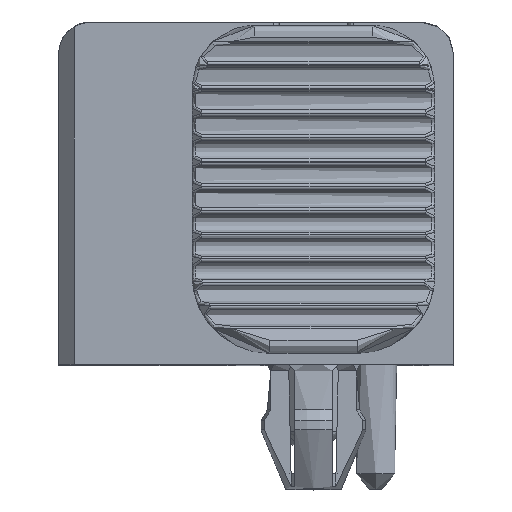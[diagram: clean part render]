
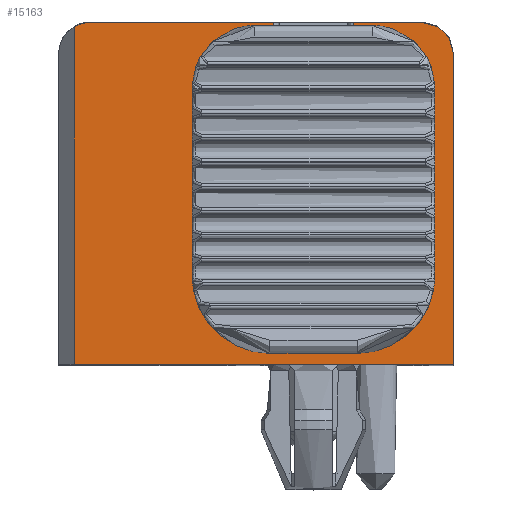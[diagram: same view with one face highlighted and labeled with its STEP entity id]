
A CAD part, top view. The second image highlights one B-rep face of the part: STEP entity #15163.
In plain terms, the highlighted planar face has unit normal (0, 0, 1).
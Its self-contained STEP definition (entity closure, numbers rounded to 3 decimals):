
#1096=CIRCLE('',#16136,1.);
#1099=CIRCLE('',#16142,1.);
#1136=CIRCLE('',#16243,2.);
#1137=CIRCLE('',#16244,2.);
#1940=FACE_OUTER_BOUND('',#2807,.T.);
#2807=EDGE_LOOP('',(#11023,#11024,#11025,#11026,#11027,#11028,#11029,#11030,
#11031,#11032,#11033,#11034,#11035,#11036,#11037,#11038,#11039,#11040,#11041,
#11042,#11043,#11044,#11045,#11046));
#3522=LINE('',#21508,#4759);
#3533=LINE('',#21545,#4770);
#3586=LINE('',#21661,#4823);
#3641=LINE('',#21830,#4878);
#3800=LINE('',#22823,#5037);
#3801=LINE('',#22829,#5038);
#3832=LINE('',#22973,#5069);
#3833=LINE('',#22975,#5070);
#3918=LINE('',#23280,#5155);
#3930=LINE('',#23301,#5167);
#3931=LINE('',#23303,#5168);
#3932=LINE('',#23305,#5169);
#3933=LINE('',#23308,#5170);
#3934=LINE('',#23309,#5171);
#3935=LINE('',#23310,#5172);
#3936=LINE('',#23312,#5173);
#3937=LINE('',#23316,#5174);
#3938=LINE('',#23317,#5175);
#3939=LINE('',#23319,#5176);
#3940=LINE('',#23320,#5177);
#4759=VECTOR('',#17381,1000.);
#4770=VECTOR('',#17408,1000.);
#4823=VECTOR('',#17493,1000.);
#4878=VECTOR('',#17648,1000.);
#5037=VECTOR('',#18145,1000.);
#5038=VECTOR('',#18152,1000.);
#5069=VECTOR('',#18263,1000.);
#5070=VECTOR('',#18266,1000.);
#5155=VECTOR('',#18513,1000.);
#5167=VECTOR('',#18537,10.);
#5168=VECTOR('',#18538,10.);
#5169=VECTOR('',#18539,10.);
#5170=VECTOR('',#18542,10.);
#5171=VECTOR('',#18543,1000.);
#5172=VECTOR('',#18544,1000.);
#5173=VECTOR('',#18545,10.);
#5174=VECTOR('',#18548,10.);
#5175=VECTOR('',#18549,10.);
#5176=VECTOR('',#18550,10.);
#5177=VECTOR('',#18551,10.);
#6006=VERTEX_POINT('',#21485);
#6016=VERTEX_POINT('',#21505);
#6017=VERTEX_POINT('',#21507);
#6035=VERTEX_POINT('',#21543);
#6080=VERTEX_POINT('',#21657);
#6082=VERTEX_POINT('',#21660);
#6145=VERTEX_POINT('',#21827);
#6373=VERTEX_POINT('',#22821);
#6374=VERTEX_POINT('',#22825);
#6375=VERTEX_POINT('',#22827);
#6386=VERTEX_POINT('',#22911);
#6387=VERTEX_POINT('',#22913);
#6393=VERTEX_POINT('',#22927);
#6394=VERTEX_POINT('',#22929);
#6482=VERTEX_POINT('',#23277);
#6483=VERTEX_POINT('',#23279);
#6486=VERTEX_POINT('',#23300);
#6487=VERTEX_POINT('',#23302);
#6488=VERTEX_POINT('',#23304);
#6489=VERTEX_POINT('',#23306);
#6490=VERTEX_POINT('',#23311);
#6491=VERTEX_POINT('',#23313);
#6492=VERTEX_POINT('',#23315);
#6493=VERTEX_POINT('',#23318);
#7540=EDGE_CURVE('',#6017,#6016,#3522,.T.);
#7559=EDGE_CURVE('',#6006,#6035,#3533,.T.);
#7614=EDGE_CURVE('',#6080,#6082,#3586,.F.);
#7695=EDGE_CURVE('',#6145,#6035,#3641,.F.);
#8024=EDGE_CURVE('',#6017,#6373,#3800,.F.);
#8027=EDGE_CURVE('',#6375,#6374,#3801,.F.);
#8052=EDGE_CURVE('',#6386,#6387,#1096,.T.);
#8059=EDGE_CURVE('',#6393,#6394,#1099,.T.);
#8081=EDGE_CURVE('',#6394,#6375,#3832,.F.);
#8082=EDGE_CURVE('',#6082,#6386,#3833,.F.);
#8213=EDGE_CURVE('',#6483,#6482,#3918,.T.);
#8225=EDGE_CURVE('',#6006,#6486,#3930,.T.);
#8226=EDGE_CURVE('',#6487,#6145,#3931,.T.);
#8227=EDGE_CURVE('',#6488,#6487,#3932,.T.);
#8228=EDGE_CURVE('',#6489,#6488,#1136,.T.);
#8229=EDGE_CURVE('',#6374,#6489,#3933,.T.);
#8230=EDGE_CURVE('',#6393,#6483,#3934,.T.);
#8231=EDGE_CURVE('',#6387,#6482,#3935,.F.);
#8232=EDGE_CURVE('',#6490,#6080,#3936,.T.);
#8233=EDGE_CURVE('',#6491,#6490,#1137,.T.);
#8234=EDGE_CURVE('',#6492,#6491,#3937,.T.);
#8235=EDGE_CURVE('',#6373,#6492,#3938,.T.);
#8236=EDGE_CURVE('',#6493,#6016,#3939,.T.);
#8237=EDGE_CURVE('',#6486,#6493,#3940,.T.);
#11023=ORIENTED_EDGE('',*,*,#8225,.F.);
#11024=ORIENTED_EDGE('',*,*,#7559,.T.);
#11025=ORIENTED_EDGE('',*,*,#7695,.F.);
#11026=ORIENTED_EDGE('',*,*,#8226,.F.);
#11027=ORIENTED_EDGE('',*,*,#8227,.F.);
#11028=ORIENTED_EDGE('',*,*,#8228,.F.);
#11029=ORIENTED_EDGE('',*,*,#8229,.F.);
#11030=ORIENTED_EDGE('',*,*,#8027,.F.);
#11031=ORIENTED_EDGE('',*,*,#8081,.F.);
#11032=ORIENTED_EDGE('',*,*,#8059,.F.);
#11033=ORIENTED_EDGE('',*,*,#8230,.T.);
#11034=ORIENTED_EDGE('',*,*,#8213,.T.);
#11035=ORIENTED_EDGE('',*,*,#8231,.F.);
#11036=ORIENTED_EDGE('',*,*,#8052,.F.);
#11037=ORIENTED_EDGE('',*,*,#8082,.F.);
#11038=ORIENTED_EDGE('',*,*,#7614,.F.);
#11039=ORIENTED_EDGE('',*,*,#8232,.F.);
#11040=ORIENTED_EDGE('',*,*,#8233,.F.);
#11041=ORIENTED_EDGE('',*,*,#8234,.F.);
#11042=ORIENTED_EDGE('',*,*,#8235,.F.);
#11043=ORIENTED_EDGE('',*,*,#8024,.F.);
#11044=ORIENTED_EDGE('',*,*,#7540,.T.);
#11045=ORIENTED_EDGE('',*,*,#8236,.F.);
#11046=ORIENTED_EDGE('',*,*,#8237,.F.);
#14734=PLANE('',#16242);
#15163=ADVANCED_FACE('',(#1940),#14734,.T.);
#16136=AXIS2_PLACEMENT_3D('',#22914,#18206,#18207);
#16142=AXIS2_PLACEMENT_3D('',#22930,#18221,#18222);
#16242=AXIS2_PLACEMENT_3D('',#23299,#18535,#18536);
#16243=AXIS2_PLACEMENT_3D('',#23307,#18540,#18541);
#16244=AXIS2_PLACEMENT_3D('',#23314,#18546,#18547);
#17381=DIRECTION('',(-1.,0.,0.));
#17408=DIRECTION('',(-1.,0.,0.));
#17493=DIRECTION('',(0.,-1.,0.));
#17648=DIRECTION('',(0.,1.,0.));
#18145=DIRECTION('',(0.,-1.,0.));
#18152=DIRECTION('',(0.,1.,0.));
#18206=DIRECTION('center_axis',(0.,0.,
-1.));
#18207=DIRECTION('ref_axis',(0.,-1.,0.));
#18221=DIRECTION('center_axis',(0.,0.,
-1.));
#18222=DIRECTION('ref_axis',(0.,-1.,0.));
#18263=DIRECTION('',(-1.,0.,0.));
#18266=DIRECTION('',(-1.,0.,0.));
#18513=DIRECTION('',(1.,0.,0.));
#18535=DIRECTION('center_axis',(0.,0.,
1.));
#18536=DIRECTION('ref_axis',(0.,-1.,0.));
#18537=DIRECTION('',(0.,-1.,0.));
#18538=DIRECTION('',(1.,0.,0.));
#18539=DIRECTION('',(0.,-1.,0.));
#18540=DIRECTION('center_axis',(0.,0.,
1.));
#18541=DIRECTION('ref_axis',(0.,-1.,0.));
#18542=DIRECTION('',(-1.,0.,0.));
#18543=DIRECTION('',(0.,-1.,0.));
#18544=DIRECTION('',(0.,1.,0.));
#18545=DIRECTION('',(-1.,0.,0.));
#18546=DIRECTION('center_axis',(0.,0.,
1.));
#18547=DIRECTION('ref_axis',(0.,-1.,0.));
#18548=DIRECTION('',(0.,1.,0.));
#18549=DIRECTION('',(1.,0.,0.));
#18550=DIRECTION('',(0.,1.,0.));
#18551=DIRECTION('',(1.,0.,0.));
#21485=CARTESIAN_POINT('',(-223.949,-24.525,-285.533));
#21505=CARTESIAN_POINT('',(-221.949,-24.525,-285.533));
#21507=CARTESIAN_POINT('',(-221.649,-24.525,-285.533));
#21508=CARTESIAN_POINT('',(-223.049,-24.525,-285.533));
#21543=CARTESIAN_POINT('',(-224.249,-24.525,-285.533));
#21545=CARTESIAN_POINT('',(-223.049,-24.525,-285.533));
#21657=CARTESIAN_POINT('',(-221.649,-14.752,-285.533));
#21660=CARTESIAN_POINT('',(-221.649,-14.525,-285.533));
#21661=CARTESIAN_POINT('',(-221.649,-14.975,-285.533));
#21827=CARTESIAN_POINT('',(-224.249,-17.621,-285.533));
#21830=CARTESIAN_POINT('',(-224.249,-24.525,-285.533));
#22821=CARTESIAN_POINT('',(-221.649,-17.621,-285.533));
#22823=CARTESIAN_POINT('',(-221.649,-14.975,-285.533));
#22825=CARTESIAN_POINT('',(-224.249,-14.752,-285.533));
#22827=CARTESIAN_POINT('',(-224.249,-14.525,-285.533));
#22829=CARTESIAN_POINT('',(-224.249,-24.525,-285.533));
#22911=CARTESIAN_POINT('',(-219.449,-14.525,-285.533));
#22913=CARTESIAN_POINT('',(-218.449,-15.525,-285.533));
#22914=CARTESIAN_POINT('Origin',(-219.449,-15.525,-285.533));
#22927=CARTESIAN_POINT('',(-230.649,-14.659,-285.533));
#22929=CARTESIAN_POINT('',(-230.149,-14.525,-285.533));
#22930=CARTESIAN_POINT('Origin',(-230.149,-15.525,-285.533));
#22973=CARTESIAN_POINT('',(-225.149,-14.525,-285.533));
#22975=CARTESIAN_POINT('',(-225.149,-14.525,-285.533));
#23277=CARTESIAN_POINT('',(-218.449,-25.525,-285.533));
#23279=CARTESIAN_POINT('',(-230.649,-25.525,-285.533));
#23280=CARTESIAN_POINT('',(-222.149,-25.525,-285.533));
#23299=CARTESIAN_POINT('Origin',(-222.149,-22.703,-285.533));
#23300=CARTESIAN_POINT('',(-223.949,-24.525,-285.533));
#23301=CARTESIAN_POINT('',(-223.949,-23.437,-285.533));
#23302=CARTESIAN_POINT('',(-226.849,-17.621,-285.533));
#23303=CARTESIAN_POINT('',(-221.769,-17.621,-285.533));
#23304=CARTESIAN_POINT('',(-226.849,-16.621,-285.533));
#23305=CARTESIAN_POINT('',(-226.849,-21.299,-285.533));
#23306=CARTESIAN_POINT('',(-225.562,-14.752,-285.533));
#23307=CARTESIAN_POINT('Origin',(-224.849,-16.621,-285.533));
#23308=CARTESIAN_POINT('',(-221.769,-14.752,-285.533));
#23309=CARTESIAN_POINT('',(-230.649,-22.703,-285.533));
#23310=CARTESIAN_POINT('',(-218.449,-20.83,-285.533));
#23311=CARTESIAN_POINT('',(-220.336,-14.752,-285.533));
#23312=CARTESIAN_POINT('',(-221.769,-14.752,-285.533));
#23313=CARTESIAN_POINT('',(-219.049,-16.621,-285.533));
#23314=CARTESIAN_POINT('Origin',(-221.049,-16.621,-285.533));
#23315=CARTESIAN_POINT('',(-219.049,-17.621,-285.533));
#23316=CARTESIAN_POINT('',(-219.049,-21.299,-285.533));
#23317=CARTESIAN_POINT('',(-221.769,-17.621,-285.533));
#23318=CARTESIAN_POINT('',(-221.949,-24.525,-285.533));
#23319=CARTESIAN_POINT('',(-221.949,-23.437,-285.533));
#23320=CARTESIAN_POINT('',(-222.549,-24.525,-285.533));
